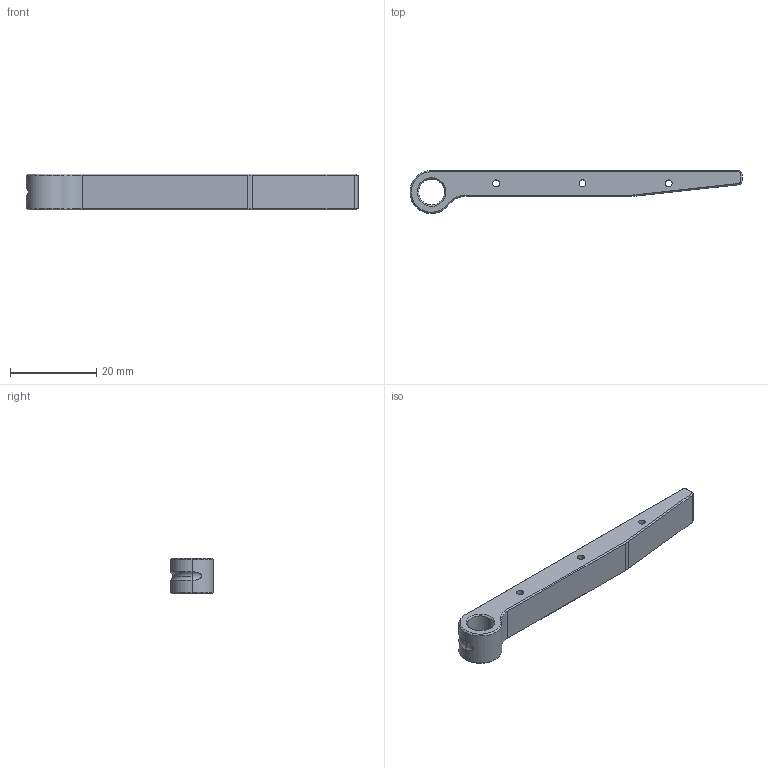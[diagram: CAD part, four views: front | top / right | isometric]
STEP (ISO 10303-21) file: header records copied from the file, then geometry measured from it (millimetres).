
FILE_DESCRIPTION (( 'STEP AP214' ), '1' );
FILE_NAME ('1225-10951 - Rev01 .step', '2019-07-15T14:07:52', ( '' ), ( '' ), 'SwSTEP 2.0', 'SolidWorks 2019', '' );
FILE_SCHEMA (( 'AUTOMOTIVE_DESIGN' ));
Length unit declared in the file: millimetre
Products named in the file (1): 1225-10951 - Rev01 
Bounding box: 77 x 9.99 x 8.3 mm (x, y, z)
Volume: 3392.5 mm3; surface area: 2435.8 mm2
Topology: 1 solids, 1 shells, 49 faces, 114 edges, 67 vertices
Faces by surface type: cylinder 17, cone 15, plane 15, torus 2
Entity records: 1538 total; most frequent: CARTESIAN_POINT 275, DIRECTION 262, ORIENTED_EDGE 228, EDGE_CURVE 114, AXIS2_PLACEMENT_3D 100, VERTEX_POINT 67, VECTOR 62, LINE 62
